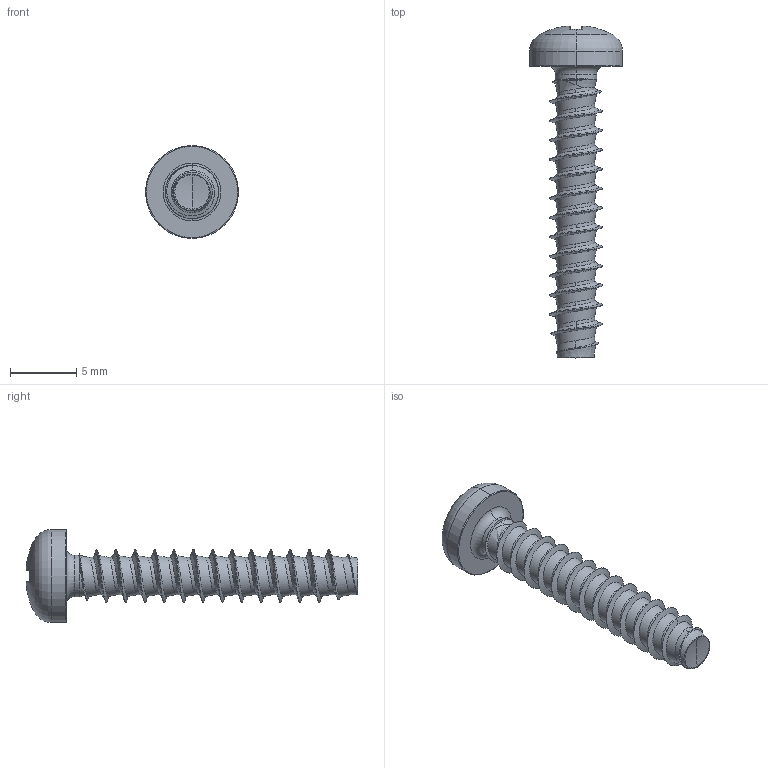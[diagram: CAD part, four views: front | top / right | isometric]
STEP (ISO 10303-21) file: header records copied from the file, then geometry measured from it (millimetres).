
FILE_DESCRIPTION (( 'STEP AP203' ), '1' );
FILE_NAME ('STP220400220.STEP', '2017-08-15T03:05:45', ( '' ), ( '' ), 'SwSTEP 2.0', 'SolidWorks 2015', '' );
FILE_SCHEMA (( 'CONFIG_CONTROL_DESIGN' ));
Length unit declared in the file: millimetre
Products named in the file (1): STP220400220
Bounding box: 7 x 25.03 x 7 mm (x, y, z)
Volume: 247.2 mm3; surface area: 452.5 mm2
Topology: 1 solids, 1 shells, 196 faces, 475 edges, 281 vertices
Faces by surface type: bspline 55, cylinder 54, plane 30, torus 28, sphere 20, cone 9
Entity records: 25641 total; most frequent: CARTESIAN_POINT 21533, ORIENTED_EDGE 946, DIRECTION 743, EDGE_CURVE 473, AXIS2_PLACEMENT_3D 322, VERTEX_POINT 281, EDGE_LOOP 198, FACE_OUTER_BOUND 196
